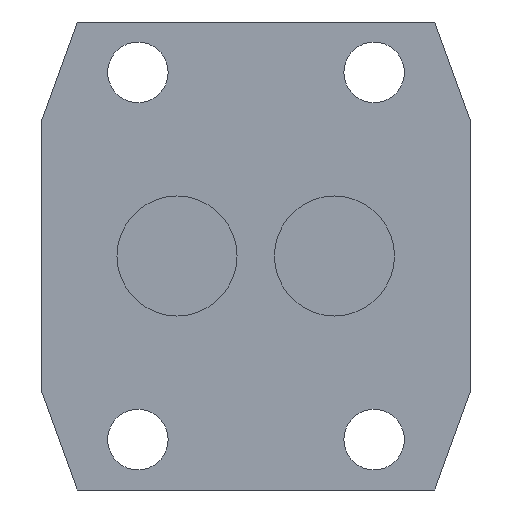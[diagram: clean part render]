
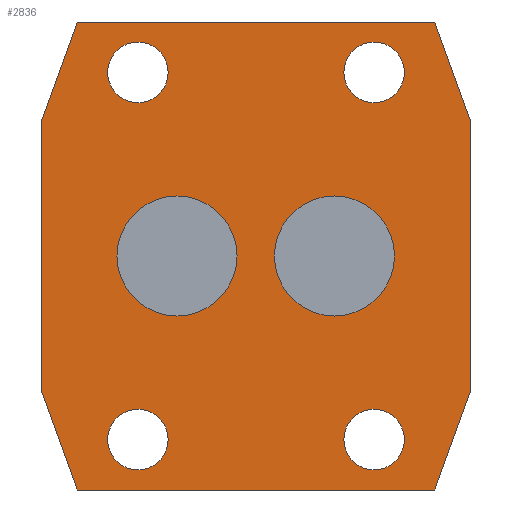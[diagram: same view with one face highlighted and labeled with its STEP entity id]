
A CAD part, front view. The second image highlights one B-rep face of the part: STEP entity #2836.
In plain terms, the highlighted planar face has unit normal (0, -1, 0).
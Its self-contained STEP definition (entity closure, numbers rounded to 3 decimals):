
#90=FACE_BOUND('',#546,.T.);
#91=FACE_BOUND('',#547,.T.);
#92=FACE_BOUND('',#548,.T.);
#93=FACE_BOUND('',#549,.T.);
#94=FACE_BOUND('',#550,.T.);
#95=FACE_BOUND('',#551,.T.);
#173=PLANE('',#3114);
#363=FACE_OUTER_BOUND('',#545,.T.);
#545=EDGE_LOOP('',(#2579,#2580,#2581,#2582,#2583,#2584,#2585,#2586));
#546=EDGE_LOOP('',(#2587));
#547=EDGE_LOOP('',(#2588));
#548=EDGE_LOOP('',(#2589));
#549=EDGE_LOOP('',(#2590));
#550=EDGE_LOOP('',(#2591));
#551=EDGE_LOOP('',(#2592));
#632=CIRCLE('',#3095,5.5);
#633=CIRCLE('',#3097,10.9);
#634=CIRCLE('',#3099,10.9);
#635=CIRCLE('',#3101,5.5);
#636=CIRCLE('',#3103,5.5);
#637=CIRCLE('',#3105,5.5);
#898=LINE('',#6218,#1143);
#901=LINE('',#6223,#1146);
#903=LINE('',#6227,#1148);
#905=LINE('',#6231,#1150);
#907=LINE('',#6235,#1152);
#909=LINE('',#6239,#1154);
#911=LINE('',#6243,#1156);
#913=LINE('',#6246,#1158);
#1143=VECTOR('',#3834,10.);
#1146=VECTOR('',#3839,10.);
#1148=VECTOR('',#3843,10.);
#1150=VECTOR('',#3847,10.);
#1152=VECTOR('',#3851,10.);
#1154=VECTOR('',#3855,10.);
#1156=VECTOR('',#3859,10.);
#1158=VECTOR('',#3863,10.);
#1399=VERTEX_POINT('',#6192);
#1400=VERTEX_POINT('',#6196);
#1401=VERTEX_POINT('',#6200);
#1402=VERTEX_POINT('',#6204);
#1403=VERTEX_POINT('',#6208);
#1404=VERTEX_POINT('',#6212);
#1405=VERTEX_POINT('',#6216);
#1406=VERTEX_POINT('',#6217);
#1407=VERTEX_POINT('',#6222);
#1408=VERTEX_POINT('',#6226);
#1409=VERTEX_POINT('',#6230);
#1410=VERTEX_POINT('',#6234);
#1411=VERTEX_POINT('',#6238);
#1412=VERTEX_POINT('',#6242);
#1781=EDGE_CURVE('',#1399,#1399,#632,.T.);
#1783=EDGE_CURVE('',#1400,#1400,#633,.T.);
#1785=EDGE_CURVE('',#1401,#1401,#634,.T.);
#1787=EDGE_CURVE('',#1402,#1402,#635,.T.);
#1789=EDGE_CURVE('',#1403,#1403,#636,.T.);
#1791=EDGE_CURVE('',#1404,#1404,#637,.T.);
#1792=EDGE_CURVE('',#1405,#1406,#898,.T.);
#1795=EDGE_CURVE('',#1406,#1407,#901,.T.);
#1797=EDGE_CURVE('',#1407,#1408,#903,.T.);
#1799=EDGE_CURVE('',#1408,#1409,#905,.T.);
#1801=EDGE_CURVE('',#1409,#1410,#907,.T.);
#1803=EDGE_CURVE('',#1410,#1411,#909,.T.);
#1805=EDGE_CURVE('',#1411,#1412,#911,.T.);
#1807=EDGE_CURVE('',#1412,#1405,#913,.T.);
#2579=ORIENTED_EDGE('',*,*,#1807,.T.);
#2580=ORIENTED_EDGE('',*,*,#1792,.T.);
#2581=ORIENTED_EDGE('',*,*,#1795,.T.);
#2582=ORIENTED_EDGE('',*,*,#1797,.T.);
#2583=ORIENTED_EDGE('',*,*,#1799,.T.);
#2584=ORIENTED_EDGE('',*,*,#1801,.T.);
#2585=ORIENTED_EDGE('',*,*,#1803,.T.);
#2586=ORIENTED_EDGE('',*,*,#1805,.T.);
#2587=ORIENTED_EDGE('',*,*,#1791,.T.);
#2588=ORIENTED_EDGE('',*,*,#1789,.T.);
#2589=ORIENTED_EDGE('',*,*,#1787,.T.);
#2590=ORIENTED_EDGE('',*,*,#1785,.T.);
#2591=ORIENTED_EDGE('',*,*,#1783,.T.);
#2592=ORIENTED_EDGE('',*,*,#1781,.T.);
#2836=ADVANCED_FACE('',(#363,#90,#91,#92,#93,#94,#95),#173,.T.);
#3095=AXIS2_PLACEMENT_3D('',#6194,#3805,#3806);
#3097=AXIS2_PLACEMENT_3D('',#6198,#3810,#3811);
#3099=AXIS2_PLACEMENT_3D('',#6202,#3815,#3816);
#3101=AXIS2_PLACEMENT_3D('',#6206,#3820,#3821);
#3103=AXIS2_PLACEMENT_3D('',#6210,#3825,#3826);
#3105=AXIS2_PLACEMENT_3D('',#6214,#3830,#3831);
#3114=AXIS2_PLACEMENT_3D('',#6247,#3864,#3865);
#3805=DIRECTION('center_axis',(0.,1.,0.));
#3806=DIRECTION('ref_axis',(1.,0.,0.));
#3810=DIRECTION('center_axis',(0.,1.,0.));
#3811=DIRECTION('ref_axis',(1.,0.,0.));
#3815=DIRECTION('center_axis',(0.,1.,0.));
#3816=DIRECTION('ref_axis',(1.,0.,0.));
#3820=DIRECTION('center_axis',(0.,1.,0.));
#3821=DIRECTION('ref_axis',(1.,0.,0.));
#3825=DIRECTION('center_axis',(0.,1.,0.));
#3826=DIRECTION('ref_axis',(1.,0.,0.));
#3830=DIRECTION('center_axis',(0.,1.,0.));
#3831=DIRECTION('ref_axis',(1.,0.,0.));
#3834=DIRECTION('',(0.342,0.,-0.94));
#3839=DIRECTION('',(1.,0.,0.));
#3843=DIRECTION('',(0.342,0.,0.94));
#3847=DIRECTION('',(0.,0.,1.));
#3851=DIRECTION('',(-0.342,0.,0.94));
#3855=DIRECTION('',(-1.,0.,0.));
#3859=DIRECTION('',(-0.342,0.,-0.94));
#3863=DIRECTION('',(0.,0.,-1.));
#3864=DIRECTION('center_axis',(0.,-1.,0.));
#3865=DIRECTION('ref_axis',(1.,0.,0.));
#6192=CARTESIAN_POINT('',(13.609,-23.102,-33.35));
#6194=CARTESIAN_POINT('Origin',(19.109,-23.102,-33.35));
#6196=CARTESIAN_POINT('',(-27.591,-23.102,0.));
#6198=CARTESIAN_POINT('Origin',(-16.691,-23.102,0.));
#6200=CARTESIAN_POINT('',(1.009,-23.102,0.));
#6202=CARTESIAN_POINT('Origin',(11.909,-23.102,0.));
#6204=CARTESIAN_POINT('',(13.609,-23.102,33.35));
#6206=CARTESIAN_POINT('Origin',(19.109,-23.102,33.35));
#6208=CARTESIAN_POINT('',(-29.291,-23.102,33.35));
#6210=CARTESIAN_POINT('Origin',(-23.791,-23.102,33.35));
#6212=CARTESIAN_POINT('',(-29.291,-23.102,-33.35));
#6214=CARTESIAN_POINT('Origin',(-23.791,-23.102,-33.35));
#6216=CARTESIAN_POINT('',(-41.341,-23.102,-24.5));
#6217=CARTESIAN_POINT('',(-34.789,-23.102,-42.5));
#6218=CARTESIAN_POINT('',(-41.341,-23.102,-24.5));
#6222=CARTESIAN_POINT('',(30.108,-23.102,-42.5));
#6223=CARTESIAN_POINT('',(-34.789,-23.102,-42.5));
#6226=CARTESIAN_POINT('',(36.659,-23.102,-24.5));
#6227=CARTESIAN_POINT('',(30.108,-23.102,-42.5));
#6230=CARTESIAN_POINT('',(36.659,-23.102,24.5));
#6231=CARTESIAN_POINT('',(36.659,-23.102,-24.5));
#6234=CARTESIAN_POINT('',(30.108,-23.102,42.5));
#6235=CARTESIAN_POINT('',(36.659,-23.102,24.5));
#6238=CARTESIAN_POINT('',(-34.789,-23.102,42.5));
#6239=CARTESIAN_POINT('',(30.108,-23.102,42.5));
#6242=CARTESIAN_POINT('',(-41.341,-23.102,24.5));
#6243=CARTESIAN_POINT('',(-34.789,-23.102,42.5));
#6246=CARTESIAN_POINT('',(-41.341,-23.102,24.5));
#6247=CARTESIAN_POINT('Origin',(-2.341,-23.102,0.));
